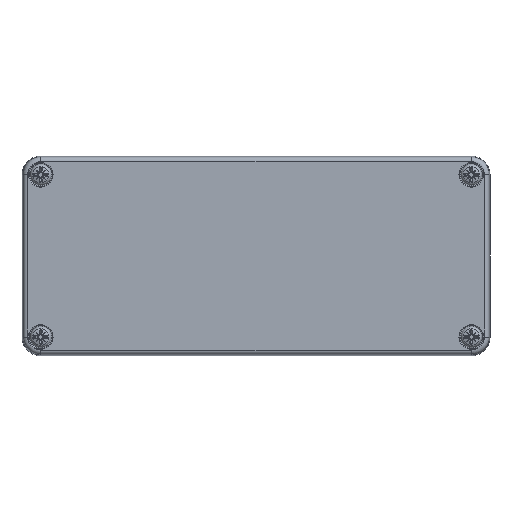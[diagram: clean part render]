
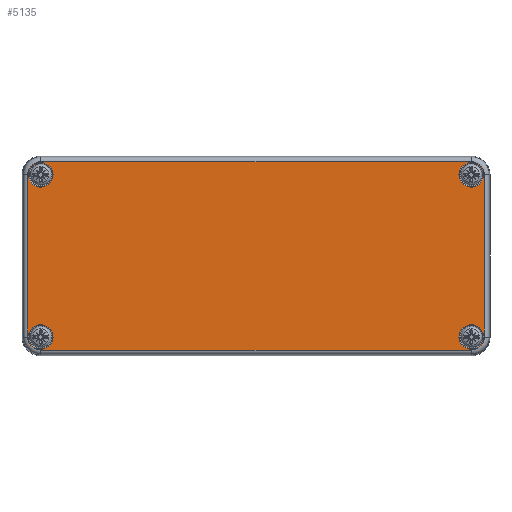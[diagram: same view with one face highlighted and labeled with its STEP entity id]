
A CAD part, top view. The second image highlights one B-rep face of the part: STEP entity #5135.
In plain terms, the highlighted face is planar.
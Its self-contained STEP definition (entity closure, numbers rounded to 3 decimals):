
#4714=CARTESIAN_POINT('',(69.0,-30.177,-20.0));
#4715=VERTEX_POINT('',#4714);
#4723=CARTESIAN_POINT('',(73.177,-26.,-20.0));
#4724=VERTEX_POINT('',#4723);
#4725=CARTESIAN_POINT('',(69.,-26.,-20.0));
#4726=DIRECTION('',(0.0,0.0,1.0));
#4727=DIRECTION('',(0.707,-0.707,0.0));
#4728=AXIS2_PLACEMENT_3D('',#4725,#4726,#4727);
#4729=CIRCLE('',#4728,4.177);
#4730=EDGE_CURVE('',#4715,#4724,#4729,.T.);
#4756=CARTESIAN_POINT('',(73.177,26.,-20.0));
#4757=VERTEX_POINT('',#4756);
#4774=CARTESIAN_POINT('',(73.177,-26.,-20.0));
#4775=DIRECTION('',(0.0,1.0,0.0));
#4776=VECTOR('',#4775,52.);
#4777=LINE('',#4774,#4776);
#4778=EDGE_CURVE('',#4724,#4757,#4777,.T.);
#4788=CARTESIAN_POINT('',(69.0,30.177,-20.0));
#4789=VERTEX_POINT('',#4788);
#4807=CARTESIAN_POINT('',(69.,26.,-20.0));
#4808=DIRECTION('',(0.0,0.0,1.0));
#4809=DIRECTION('',(0.707,0.707,0.0));
#4810=AXIS2_PLACEMENT_3D('',#4807,#4808,#4809);
#4811=CIRCLE('',#4810,4.177);
#4812=EDGE_CURVE('',#4757,#4789,#4811,.T.);
#4822=CARTESIAN_POINT('',(-69.,30.177,-20.0));
#4823=VERTEX_POINT('',#4822);
#4840=CARTESIAN_POINT('',(69.0,30.177,-20.0));
#4841=DIRECTION('',(-1.0,0.0,0.0));
#4842=VECTOR('',#4841,138.);
#4843=LINE('',#4840,#4842);
#4844=EDGE_CURVE('',#4789,#4823,#4843,.T.);
#4854=CARTESIAN_POINT('',(-73.177,26.,-20.0));
#4855=VERTEX_POINT('',#4854);
#4873=CARTESIAN_POINT('',(-69.,26.,-20.0));
#4874=DIRECTION('',(0.0,0.0,1.0));
#4875=DIRECTION('',(-0.707,0.707,0.0));
#4876=AXIS2_PLACEMENT_3D('',#4873,#4874,#4875);
#4877=CIRCLE('',#4876,4.177);
#4878=EDGE_CURVE('',#4823,#4855,#4877,.T.);
#4888=CARTESIAN_POINT('',(-73.177,-26.,-20.0));
#4889=VERTEX_POINT('',#4888);
#4906=CARTESIAN_POINT('',(-73.177,26.,-20.0));
#4907=DIRECTION('',(0.0,-1.0,0.0));
#4908=VECTOR('',#4907,52.);
#4909=LINE('',#4906,#4908);
#4910=EDGE_CURVE('',#4855,#4889,#4909,.T.);
#4920=CARTESIAN_POINT('',(-69.0,-30.177,-20.0));
#4921=VERTEX_POINT('',#4920);
#4939=CARTESIAN_POINT('',(-69.,-26.,-20.0));
#4940=DIRECTION('',(0.0,0.0,1.0));
#4941=DIRECTION('',(-0.707,-0.707,0.0));
#4942=AXIS2_PLACEMENT_3D('',#4939,#4940,#4941);
#4943=CIRCLE('',#4942,4.177);
#4944=EDGE_CURVE('',#4889,#4921,#4943,.T.);
#4962=CARTESIAN_POINT('',(-69.0,-30.177,-20.0));
#4963=DIRECTION('',(1.0,0.0,0.0));
#4964=VECTOR('',#4963,138.0);
#4965=LINE('',#4962,#4964);
#4966=EDGE_CURVE('',#4921,#4715,#4965,.T.);
#5076=CARTESIAN_POINT('',(0.,0.,-20.0));
#5077=DIRECTION('',(0.0,0.0,1.0));
#5078=DIRECTION('',(1.0,0.0,0.0));
#5079=AXIS2_PLACEMENT_3D('',#5076,#5077,#5078);
#5080=PLANE('',#5079);
#5081=ORIENTED_EDGE('',*,*,#4730,.F.);
#5082=ORIENTED_EDGE('',*,*,#4966,.F.);
#5083=ORIENTED_EDGE('',*,*,#4944,.F.);
#5084=ORIENTED_EDGE('',*,*,#4910,.F.);
#5085=ORIENTED_EDGE('',*,*,#4878,.F.);
#5086=ORIENTED_EDGE('',*,*,#4844,.F.);
#5087=ORIENTED_EDGE('',*,*,#4812,.F.);
#5088=ORIENTED_EDGE('',*,*,#4778,.F.);
#5089=EDGE_LOOP('',(#5081,#5082,#5083,#5084,#5085,#5086,#5087,#5088));
#5090=FACE_OUTER_BOUND('',#5089,.T.);
#5091=CARTESIAN_POINT('',(65.05,-26.,-20.0));
#5092=VERTEX_POINT('',#5091);
#5093=CARTESIAN_POINT('',(69.,-26.,-20.0));
#5094=DIRECTION('',(0.0,0.0,-1.0));
#5095=DIRECTION('',(1.0,0.0,0.0));
#5096=AXIS2_PLACEMENT_3D('',#5093,#5094,#5095);
#5097=CIRCLE('',#5096,3.95);
#5098=EDGE_CURVE('',#5092,#5092,#5097,.T.);
#5099=ORIENTED_EDGE('',*,*,#5098,.F.);
#5100=EDGE_LOOP('',(#5099));
#5101=FACE_BOUND('',#5100,.T.);
#5102=CARTESIAN_POINT('',(-72.95,-26.,-20.0));
#5103=VERTEX_POINT('',#5102);
#5104=CARTESIAN_POINT('',(-69.,-26.,-20.0));
#5105=DIRECTION('',(0.0,0.0,-1.0));
#5106=DIRECTION('',(1.0,0.0,0.0));
#5107=AXIS2_PLACEMENT_3D('',#5104,#5105,#5106);
#5108=CIRCLE('',#5107,3.95);
#5109=EDGE_CURVE('',#5103,#5103,#5108,.T.);
#5110=ORIENTED_EDGE('',*,*,#5109,.F.);
#5111=EDGE_LOOP('',(#5110));
#5112=FACE_BOUND('',#5111,.T.);
#5113=CARTESIAN_POINT('',(-72.95,26.,-20.0));
#5114=VERTEX_POINT('',#5113);
#5115=CARTESIAN_POINT('',(-69.,26.,-20.0));
#5116=DIRECTION('',(0.0,0.0,-1.0));
#5117=DIRECTION('',(1.0,0.0,0.0));
#5118=AXIS2_PLACEMENT_3D('',#5115,#5116,#5117);
#5119=CIRCLE('',#5118,3.95);
#5120=EDGE_CURVE('',#5114,#5114,#5119,.T.);
#5121=ORIENTED_EDGE('',*,*,#5120,.F.);
#5122=EDGE_LOOP('',(#5121));
#5123=FACE_BOUND('',#5122,.T.);
#5124=CARTESIAN_POINT('',(65.05,26.,-20.0));
#5125=VERTEX_POINT('',#5124);
#5126=CARTESIAN_POINT('',(69.,26.,-20.0));
#5127=DIRECTION('',(0.0,0.0,-1.0));
#5128=DIRECTION('',(1.0,0.0,0.0));
#5129=AXIS2_PLACEMENT_3D('',#5126,#5127,#5128);
#5130=CIRCLE('',#5129,3.95);
#5131=EDGE_CURVE('',#5125,#5125,#5130,.T.);
#5132=ORIENTED_EDGE('',*,*,#5131,.F.);
#5133=EDGE_LOOP('',(#5132));
#5134=FACE_BOUND('',#5133,.T.);
#5135=ADVANCED_FACE('',(#5090,#5101,#5112,#5123,#5134),#5080,.F.);
